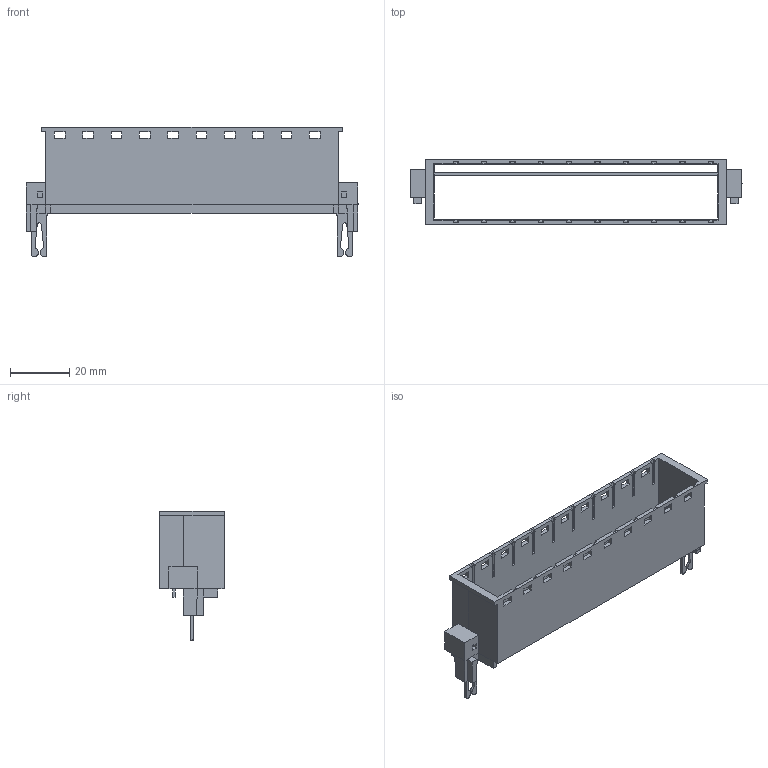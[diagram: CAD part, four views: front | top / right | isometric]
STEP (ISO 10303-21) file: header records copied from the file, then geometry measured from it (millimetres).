
FILE_DESCRIPTION(('Creo Elements/Direct Modeling STEP Export'),'2;1');
FILE_NAME('model.stp','2019-11-06T14:48:49',(''),(''),'Creo Elements/Direct Modeling STEP processor for AP214 (Solid Model)','Creo Elements/Direct Modeling 20.1A 29-Sep-2018 (C) Parametric Technology GmbH','');
FILE_SCHEMA(('AUTOMOTIVE_DESIGN { 1 0 10303 214 1 1 1 1 }'));
Length unit declared in the file: millimetre
Products named in the file (2): CTM_10_MAG-select
Assembly tree (1 placements, depth 2):
  CTM_10_MAG-select
    CTM_10_MAG-select
Bounding box: 112.5 x 21.8 x 43.9 mm (x, y, z)
Volume: 10317.6 mm3; surface area: 16963.6 mm2
Topology: 1 solids, 1 shells, 445 faces, 1310 edges, 868 vertices
Faces by surface type: plane 351, cone 80, cylinder 14
Entity records: 18578 total; most frequent: CARTESIAN_POINT 3140, ORIENTED_EDGE 2620, DIRECTION 2238, EDGE_CURVE 1310, VECTOR 1056, LINE 1056, VERTEX_POINT 868, AXIS2_PLACEMENT_3D 591
